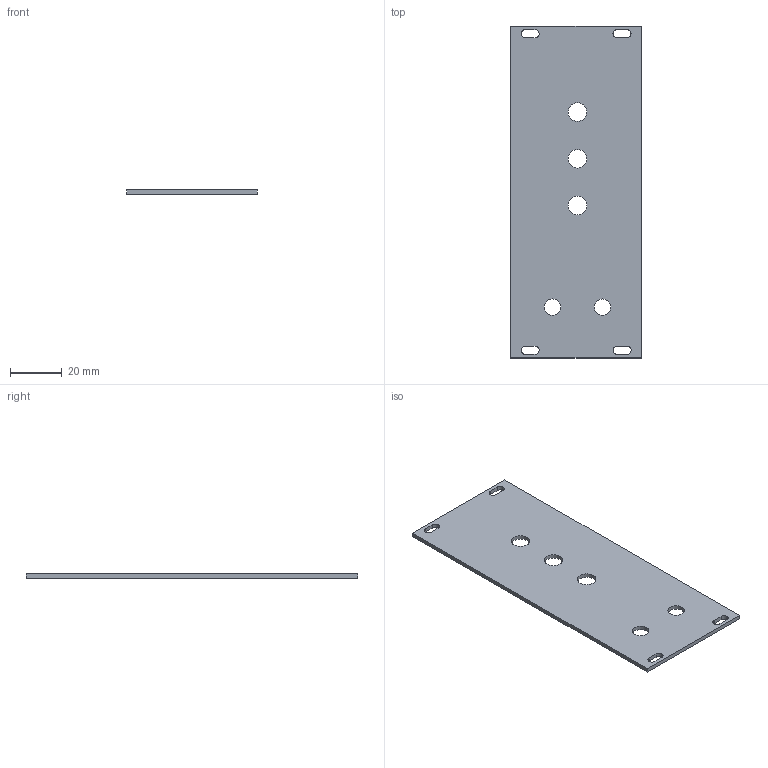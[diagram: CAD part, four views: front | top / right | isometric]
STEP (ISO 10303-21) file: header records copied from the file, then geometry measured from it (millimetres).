
FILE_DESCRIPTION(('KiCad electronic assembly'),'2;1');
FILE_NAME('DelayBoard2PanelBoard.step','2023-02-16T20:11:37',('Pcbnew'), ('Kicad'),'Open CASCADE STEP processor 7.6','KiCad to STEP converter', 'Unknown');
FILE_SCHEMA(('AUTOMOTIVE_DESIGN { 1 0 10303 214 1 1 1 1 }'));
Length unit declared in the file: millimetre
Products named in the file (2): DelayBoard2PanelBoard 1; _autosave-DelayBoard2PanelBoard PCB
Assembly tree (1 placements, depth 2):
  DelayBoard2PanelBoard 1
    _autosave-DelayBoard2PanelBoard PCB
Bounding box: 50.5 x 128.5 x 1.6 mm (x, y, z)
Volume: 9955.1 mm3; surface area: 13302.6 mm2
Topology: 1 solids, 1 shells, 27 faces, 75 edges, 50 vertices
Faces by surface type: plane 14, cylinder 13
Full cylindrical faces by diameter (mm): 6.4 x2, 7.2 x3
Entity records: 2011 total; most frequent: CARTESIAN_POINT 460, DIRECTION 283, LINE 173, VECTOR 173, ORIENTED_EDGE 150, PCURVE 150, DEFINITIONAL_REPRESENTATION 150, EDGE_CURVE 75
